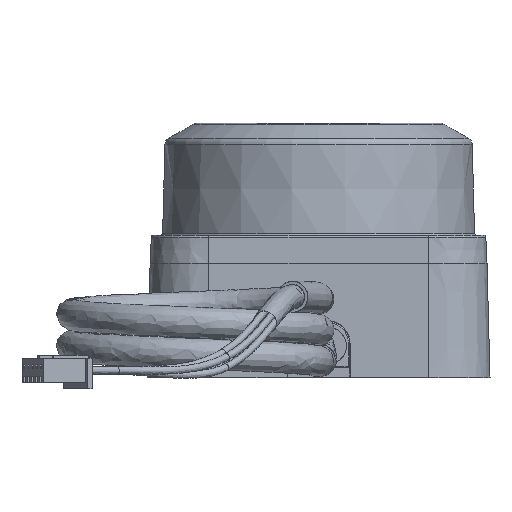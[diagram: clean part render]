
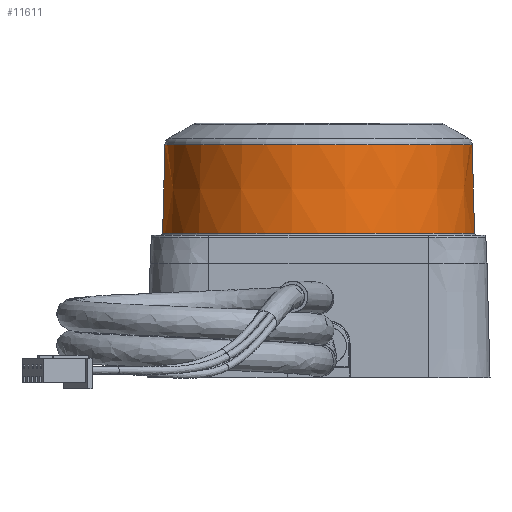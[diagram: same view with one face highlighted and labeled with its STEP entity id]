
A CAD part, left-side view. The second image highlights one B-rep face of the part: STEP entity #11611.
In plain terms, the highlighted conical face has half-angle 1.5 degrees and reference radius 25.104 mm.
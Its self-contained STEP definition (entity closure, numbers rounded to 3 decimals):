
#651=CONICAL_SURFACE('',#39378,25.104,1.5);
#4649=FACE_OUTER_BOUND('',#14955,.T.);
#7076=LINE('',#105881,#9569);
#7077=LINE('',#105885,#9570);
#9569=VECTOR('',#47836,1.);
#9570=VECTOR('',#47839,1.);
#11611=ADVANCED_FACE('',(#4649),#651,.T.);
#14955=EDGE_LOOP('',(#24941,#24942,#24943,#24944));
#24941=ORIENTED_EDGE('',*,*,#34518,.T.);
#24942=ORIENTED_EDGE('',*,*,#34519,.T.);
#24943=ORIENTED_EDGE('',*,*,#34516,.F.);
#24944=ORIENTED_EDGE('',*,*,#34513,.T.);
#29317=VERTEX_POINT('',#105874);
#29318=VERTEX_POINT('',#105876);
#29319=VERTEX_POINT('',#105882);
#29320=VERTEX_POINT('',#105884);
#34513=EDGE_CURVE('',#29318,#29317,#36312,.T.);
#34516=EDGE_CURVE('',#29318,#29319,#7076,.T.);
#34518=EDGE_CURVE('',#29317,#29320,#7077,.T.);
#34519=EDGE_CURVE('',#29320,#29319,#36316,.T.);
#36312=CIRCLE('',#39370,25.292);
#36316=CIRCLE('',#39377,24.915);
#39370=AXIS2_PLACEMENT_3D('',#105875,#47826,#47827);
#39377=AXIS2_PLACEMENT_3D('',#105887,#47842,#47843);
#39378=AXIS2_PLACEMENT_3D('',#105888,#47844,#47845);
#47826=DIRECTION('',(0.,0.,1.));
#47827=DIRECTION('',(0.,1.,0.));
#47836=DIRECTION('',(0.,-0.026,1.));
#47839=DIRECTION('',(0.,0.026,1.));
#47842=DIRECTION('',(0.,0.,-1.));
#47843=DIRECTION('',(0.,-1.,0.));
#47844=DIRECTION('',(0.,0.,-1.));
#47845=DIRECTION('',(0.,-1.,0.));
#105874=CARTESIAN_POINT('',(0.,-25.292,23.392));
#105875=CARTESIAN_POINT('',(0.,0.,23.392));
#105876=CARTESIAN_POINT('',(0.,25.292,23.392));
#105881=CARTESIAN_POINT('',(0.,24.915,37.801));
#105882=CARTESIAN_POINT('',(0.,24.915,37.801));
#105884=CARTESIAN_POINT('',(0.,-24.915,37.801));
#105885=CARTESIAN_POINT('',(0.,-24.915,37.801));
#105887=CARTESIAN_POINT('',(0.,0.,37.801));
#105888=CARTESIAN_POINT('',(0.,0.,30.596));
